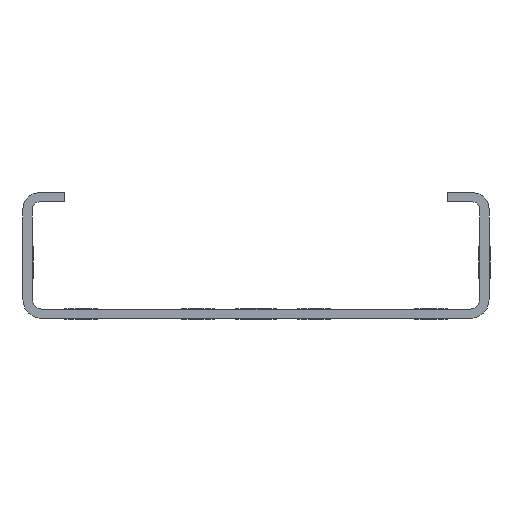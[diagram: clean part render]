
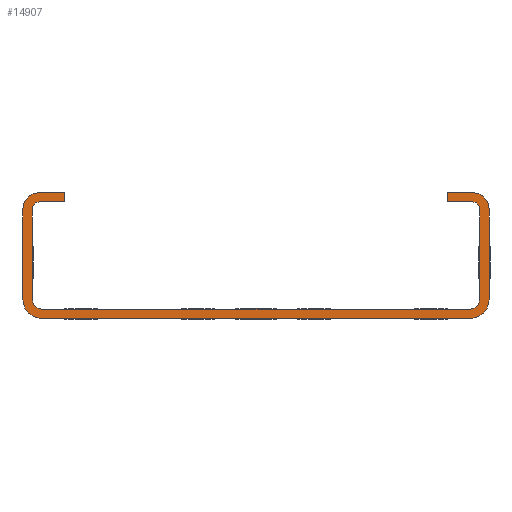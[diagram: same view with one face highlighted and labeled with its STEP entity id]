
A CAD part, left-side view. The second image highlights one B-rep face of the part: STEP entity #14907.
In plain terms, the highlighted planar face has unit normal (-1, 0, 0).
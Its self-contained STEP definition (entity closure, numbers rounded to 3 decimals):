
#1939=FACE_OUTER_BOUND('',#2599,.T.);
#2599=EDGE_LOOP('',(#11776,#11777,#11778,#11779,#11780,#11781,#11782,#11783,
#11784,#11785,#11786,#11787,#11788,#11789,#11790,#11791,#11792,#11793,#11794,
#11795));
#3266=CIRCLE('',#15578,2.);
#3267=CIRCLE('',#15579,2.);
#3268=CIRCLE('',#15580,1.5);
#3269=CIRCLE('',#15581,3.5);
#3270=CIRCLE('',#15582,4.);
#3271=CIRCLE('',#15583,4.);
#3272=CIRCLE('',#15584,3.5);
#3273=CIRCLE('',#15585,1.5);
#4504=LINE('',#22501,#5708);
#4505=LINE('',#22505,#5709);
#4506=LINE('',#22509,#5710);
#4507=LINE('',#22513,#5711);
#4508=LINE('',#22515,#5712);
#4509=LINE('',#22517,#5713);
#4510=LINE('',#22521,#5714);
#4511=LINE('',#22525,#5715);
#4512=LINE('',#22529,#5716);
#4513=LINE('',#22533,#5717);
#4514=LINE('',#22535,#5718);
#4515=LINE('',#22537,#5719);
#5708=VECTOR('',#17496,1.);
#5709=VECTOR('',#17499,1.);
#5710=VECTOR('',#17502,1.);
#5711=VECTOR('',#17505,1.);
#5712=VECTOR('',#17506,1.);
#5713=VECTOR('',#17507,1.);
#5714=VECTOR('',#17510,1.);
#5715=VECTOR('',#17513,1.);
#5716=VECTOR('',#17516,1.);
#5717=VECTOR('',#17519,1.);
#5718=VECTOR('',#17520,1.);
#5719=VECTOR('',#17521,1.);
#6920=VERTEX_POINT('',#22499);
#6921=VERTEX_POINT('',#22500);
#6922=VERTEX_POINT('',#22502);
#6923=VERTEX_POINT('',#22504);
#6924=VERTEX_POINT('',#22506);
#6925=VERTEX_POINT('',#22508);
#6926=VERTEX_POINT('',#22510);
#6927=VERTEX_POINT('',#22512);
#6928=VERTEX_POINT('',#22514);
#6929=VERTEX_POINT('',#22516);
#6930=VERTEX_POINT('',#22518);
#6931=VERTEX_POINT('',#22520);
#6932=VERTEX_POINT('',#22522);
#6933=VERTEX_POINT('',#22524);
#6934=VERTEX_POINT('',#22526);
#6935=VERTEX_POINT('',#22528);
#6936=VERTEX_POINT('',#22530);
#6937=VERTEX_POINT('',#22532);
#6938=VERTEX_POINT('',#22534);
#6939=VERTEX_POINT('',#22536);
#9338=EDGE_CURVE('',#6920,#6921,#4504,.T.);
#9339=EDGE_CURVE('',#6922,#6921,#3266,.T.);
#9340=EDGE_CURVE('',#6922,#6923,#4505,.T.);
#9341=EDGE_CURVE('',#6924,#6923,#3267,.T.);
#9342=EDGE_CURVE('',#6924,#6925,#4506,.T.);
#9343=EDGE_CURVE('',#6926,#6925,#3268,.T.);
#9344=EDGE_CURVE('',#6926,#6927,#4507,.T.);
#9345=EDGE_CURVE('',#6928,#6927,#4508,.F.);
#9346=EDGE_CURVE('',#6929,#6928,#4509,.T.);
#9347=EDGE_CURVE('',#6929,#6930,#3269,.T.);
#9348=EDGE_CURVE('',#6930,#6931,#4510,.T.);
#9349=EDGE_CURVE('',#6931,#6932,#3270,.T.);
#9350=EDGE_CURVE('',#6933,#6932,#4511,.T.);
#9351=EDGE_CURVE('',#6933,#6934,#3271,.T.);
#9352=EDGE_CURVE('',#6935,#6934,#4512,.T.);
#9353=EDGE_CURVE('',#6935,#6936,#3272,.T.);
#9354=EDGE_CURVE('',#6936,#6937,#4513,.T.);
#9355=EDGE_CURVE('',#6937,#6938,#4514,.F.);
#9356=EDGE_CURVE('',#6939,#6938,#4515,.T.);
#9357=EDGE_CURVE('',#6920,#6939,#3273,.T.);
#11776=ORIENTED_EDGE('',*,*,#9338,.T.);
#11777=ORIENTED_EDGE('',*,*,#9339,.F.);
#11778=ORIENTED_EDGE('',*,*,#9340,.T.);
#11779=ORIENTED_EDGE('',*,*,#9341,.F.);
#11780=ORIENTED_EDGE('',*,*,#9342,.T.);
#11781=ORIENTED_EDGE('',*,*,#9343,.F.);
#11782=ORIENTED_EDGE('',*,*,#9344,.T.);
#11783=ORIENTED_EDGE('',*,*,#9345,.F.);
#11784=ORIENTED_EDGE('',*,*,#9346,.F.);
#11785=ORIENTED_EDGE('',*,*,#9347,.T.);
#11786=ORIENTED_EDGE('',*,*,#9348,.T.);
#11787=ORIENTED_EDGE('',*,*,#9349,.T.);
#11788=ORIENTED_EDGE('',*,*,#9350,.F.);
#11789=ORIENTED_EDGE('',*,*,#9351,.T.);
#11790=ORIENTED_EDGE('',*,*,#9352,.F.);
#11791=ORIENTED_EDGE('',*,*,#9353,.T.);
#11792=ORIENTED_EDGE('',*,*,#9354,.T.);
#11793=ORIENTED_EDGE('',*,*,#9355,.T.);
#11794=ORIENTED_EDGE('',*,*,#9356,.F.);
#11795=ORIENTED_EDGE('',*,*,#9357,.F.);
#14255=PLANE('',#15577);
#14907=ADVANCED_FACE('',(#1939),#14255,.T.);
#15577=AXIS2_PLACEMENT_3D('',#22498,#17494,#17495);
#15578=AXIS2_PLACEMENT_3D('',#22503,#17497,#17498);
#15579=AXIS2_PLACEMENT_3D('',#22507,#17500,#17501);
#15580=AXIS2_PLACEMENT_3D('',#22511,#17503,#17504);
#15581=AXIS2_PLACEMENT_3D('',#22519,#17508,#17509);
#15582=AXIS2_PLACEMENT_3D('',#22523,#17511,#17512);
#15583=AXIS2_PLACEMENT_3D('',#22527,#17514,#17515);
#15584=AXIS2_PLACEMENT_3D('',#22531,#17517,#17518);
#15585=AXIS2_PLACEMENT_3D('',#22538,#17522,#17523);
#17494=DIRECTION('center_axis',(-1.,0.,0.));
#17495=DIRECTION('ref_axis',(0.,0.,1.));
#17496=DIRECTION('',(0.,0.,-1.));
#17497=DIRECTION('center_axis',(-1.,0.,0.));
#17498=DIRECTION('ref_axis',(0.,-1.,0.));
#17499=DIRECTION('',(0.,1.,0.));
#17500=DIRECTION('center_axis',(-1.,0.,0.));
#17501=DIRECTION('ref_axis',(0.,0.,-1.));
#17502=DIRECTION('',(0.,0.,1.));
#17503=DIRECTION('center_axis',(-1.,0.,0.));
#17504=DIRECTION('ref_axis',(0.,1.,0.));
#17505=DIRECTION('',(0.,-1.,0.));
#17506=DIRECTION('',(0.,0.,1.));
#17507=DIRECTION('',(0.,-1.,0.));
#17508=DIRECTION('center_axis',(-1.,0.,0.));
#17509=DIRECTION('ref_axis',(0.,1.,0.));
#17510=DIRECTION('',(0.,0.,-1.));
#17511=DIRECTION('center_axis',(-1.,0.,0.));
#17512=DIRECTION('ref_axis',(0.,0.,-1.));
#17513=DIRECTION('',(0.,1.,0.));
#17514=DIRECTION('center_axis',(-1.,0.,0.));
#17515=DIRECTION('ref_axis',(0.,-1.,0.));
#17516=DIRECTION('',(0.,0.,-1.));
#17517=DIRECTION('center_axis',(-1.,0.,0.));
#17518=DIRECTION('ref_axis',(0.,0.,1.));
#17519=DIRECTION('',(0.,1.,0.));
#17520=DIRECTION('',(0.,0.,1.));
#17521=DIRECTION('',(0.,1.,0.));
#17522=DIRECTION('center_axis',(-1.,0.,0.));
#17523=DIRECTION('ref_axis',(0.,0.,1.));
#22498=CARTESIAN_POINT('Origin',(-56.496,221.307,-1.636));
#22499=CARTESIAN_POINT('',(-56.496,124.307,10.));
#22500=CARTESIAN_POINT('',(-56.496,124.307,-9.5));
#22501=CARTESIAN_POINT('',(-56.496,124.307,-9.242));
#22502=CARTESIAN_POINT('',(-56.496,126.307,-11.5));
#22503=CARTESIAN_POINT('Origin',(-56.496,126.307,-9.5));
#22504=CARTESIAN_POINT('',(-56.496,218.307,-11.5));
#22505=CARTESIAN_POINT('',(-56.496,172.307,-11.5));
#22506=CARTESIAN_POINT('',(-56.496,220.307,-9.5));
#22507=CARTESIAN_POINT('Origin',(-56.496,218.307,-9.5));
#22508=CARTESIAN_POINT('',(-56.496,220.307,10.));
#22509=CARTESIAN_POINT('',(-56.496,220.307,2.037));
#22510=CARTESIAN_POINT('',(-56.496,218.807,11.5));
#22511=CARTESIAN_POINT('Origin',(-56.496,218.807,10.));
#22512=CARTESIAN_POINT('',(-56.496,213.307,11.5));
#22513=CARTESIAN_POINT('',(-56.496,216.057,11.5));
#22514=CARTESIAN_POINT('',(-56.496,213.307,13.5));
#22515=CARTESIAN_POINT('',(-56.496,213.307,12.5));
#22516=CARTESIAN_POINT('',(-56.496,218.807,13.5));
#22517=CARTESIAN_POINT('',(-56.496,216.057,13.5));
#22518=CARTESIAN_POINT('',(-56.496,222.307,10.));
#22519=CARTESIAN_POINT('Origin',(-56.496,218.807,10.));
#22520=CARTESIAN_POINT('',(-56.496,222.307,-9.5));
#22521=CARTESIAN_POINT('',(-56.496,222.307,7.856));
#22522=CARTESIAN_POINT('',(-56.496,218.307,-13.5));
#22523=CARTESIAN_POINT('Origin',(-56.496,218.307,-9.5));
#22524=CARTESIAN_POINT('',(-56.496,126.307,-13.5));
#22525=CARTESIAN_POINT('',(-56.496,172.307,-13.5));
#22526=CARTESIAN_POINT('',(-56.496,122.307,-9.5));
#22527=CARTESIAN_POINT('Origin',(-56.496,126.307,-9.5));
#22528=CARTESIAN_POINT('',(-56.496,122.307,10.));
#22529=CARTESIAN_POINT('',(-56.496,122.307,7.856));
#22530=CARTESIAN_POINT('',(-56.496,125.807,13.5));
#22531=CARTESIAN_POINT('Origin',(-56.496,125.807,10.));
#22532=CARTESIAN_POINT('',(-56.496,131.307,13.5));
#22533=CARTESIAN_POINT('',(-56.496,128.557,13.5));
#22534=CARTESIAN_POINT('',(-56.496,131.307,11.5));
#22535=CARTESIAN_POINT('',(-56.496,131.307,12.5));
#22536=CARTESIAN_POINT('',(-56.496,125.807,11.5));
#22537=CARTESIAN_POINT('',(-56.496,128.557,11.5));
#22538=CARTESIAN_POINT('Origin',(-56.496,125.807,10.));
